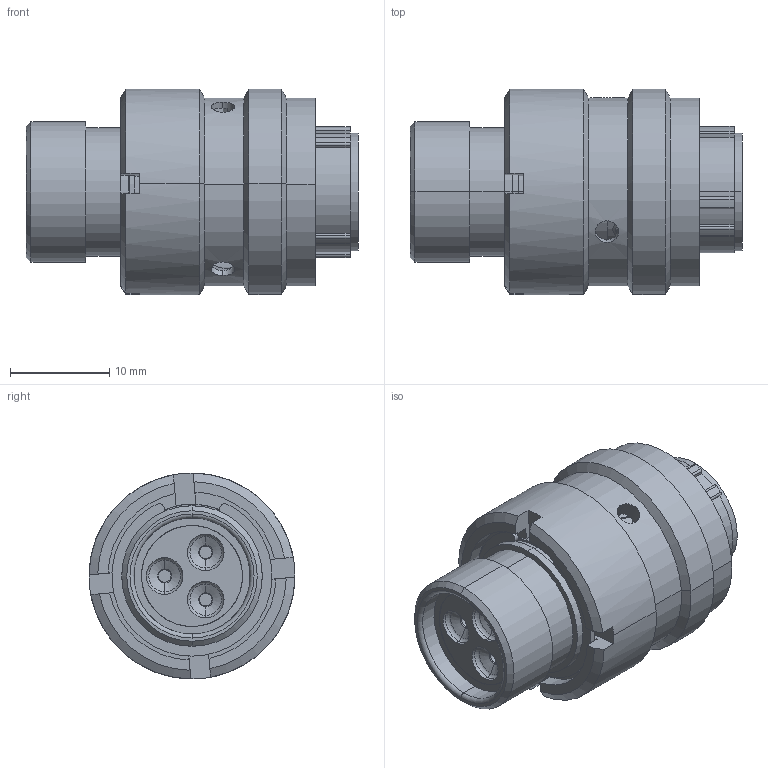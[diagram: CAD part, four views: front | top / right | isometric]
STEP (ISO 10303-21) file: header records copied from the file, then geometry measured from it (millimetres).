
FILE_DESCRIPTION (( 'STEP AP214' ), '1' );
FILE_NAME ('AS610-03PD.STEP', '2019-11-14T10:26:41', ( 'TE Connectivity' ), ( 'TE Connectivity' ), 'SwSTEP 2.0', 'SolidWorks 2016', '' );
FILE_SCHEMA (( 'AUTOMOTIVE_DESIGN' ));
Length unit declared in the file: millimetre
Products named in the file (1): AS610-03PD
Bounding box: 33.37 x 20.7 x 20.7 mm (x, y, z)
Volume: 5101.4 mm3; surface area: 8156.9 mm2
Topology: 11 solids, 11 shells, 613 faces, 1572 edges, 993 vertices
Faces by surface type: plane 226, cylinder 221, torus 98, cone 56, bspline 12
Entity records: 28906 total; most frequent: CARTESIAN_POINT 8035, ORIENTED_EDGE 3128, DIRECTION 2676, EDGE_CURVE 1564, AXIS2_PLACEMENT_3D 1125, VERTEX_POINT 993, EDGE_LOOP 665, UNCERTAINTY_MEASURE_WITH_UNIT 626
